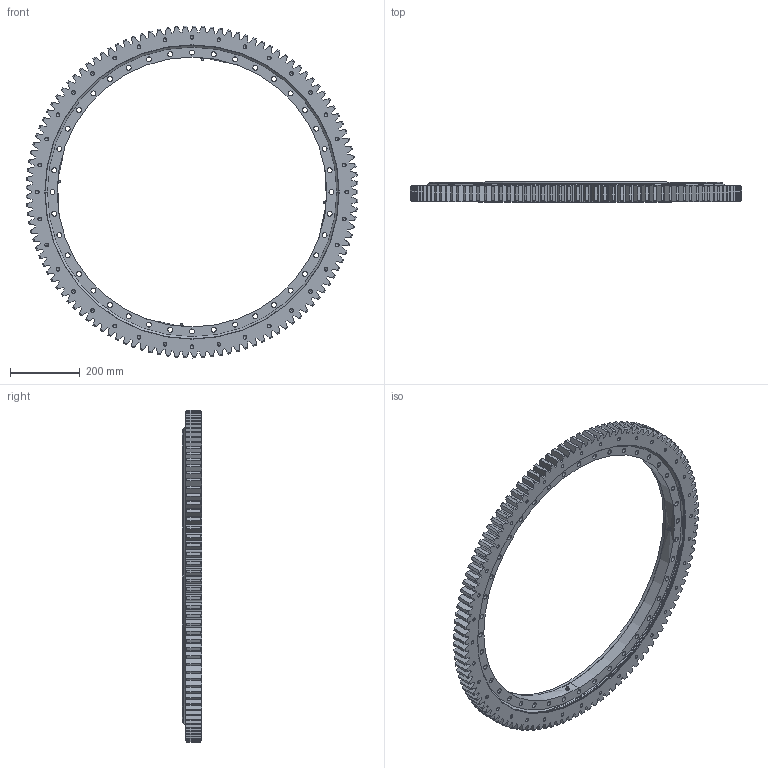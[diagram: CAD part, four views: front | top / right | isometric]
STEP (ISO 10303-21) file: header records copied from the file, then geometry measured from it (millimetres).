
FILE_DESCRIPTION (( 'STEP AP203' ), '1' );
FILE_NAME ('31-0841-01.STEP', '2017-12-28T10:12:16', ( 'defontaine' ), ( 'Hewlett-Packard Company' ), 'SwSTEP 2.0', 'SolidWorks 2016', '' );
FILE_SCHEMA (( 'CONFIG_CONTROL_DESIGN' ));
Length unit declared in the file: millimetre
Products named in the file (1): 31-0841-01
Bounding box: 949.92 x 56 x 949.99 mm (x, y, z)
Volume: 8670067.2 mm3; surface area: 1388009.3 mm2
Topology: 9 solids, 9 shells, 1088 faces, 3051 edges, 1957 vertices
Faces by surface type: plane 405, cone 338, cylinder 307, torus 28, sphere 10
Entity records: 35731 total; most frequent: CARTESIAN_POINT 7939, ORIENTED_EDGE 5948, DIRECTION 5622, EDGE_CURVE 2974, AXIS2_PLACEMENT_3D 2043, VERTEX_POINT 1954, VECTOR 1536, LINE 1536
